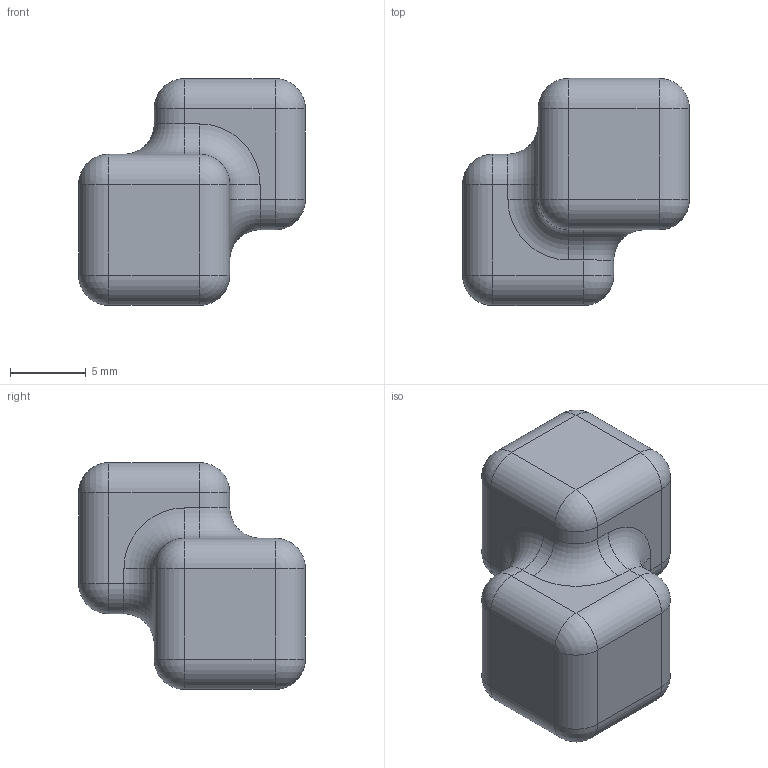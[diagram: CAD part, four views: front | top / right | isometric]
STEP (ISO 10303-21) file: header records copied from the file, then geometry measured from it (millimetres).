
FILE_DESCRIPTION(('FreeCAD Model'),'2;1');
FILE_NAME('merged-cubes.step','2017-06-09T02:13:26',( 'Author'),(''),'Open CASCADE STEP processor 6.8','FreeCAD','Unknown' );
FILE_SCHEMA(('AUTOMOTIVE_DESIGN_CC2 { 1 2 10303 214 -1 1 5 4 }'));
Length unit declared in the file: millimetre
Products named in the file (2): ASSEMBLY; Fillet
Assembly tree (1 placements, depth 2):
  ASSEMBLY
    Fillet
Bounding box: 15 x 15 x 15 mm (x, y, z)
Volume: 1738.4 mm3; surface area: 848.3 mm2
Topology: 1 solids, 1 shells, 62 faces, 140 edges, 66 vertices
Faces by surface type: cylinder 30, sphere 14, plane 12, torus 6
Entity records: 3184 total; most frequent: CARTESIAN_POINT 594, DIRECTION 491, ORIENTED_EDGE 252, PCURVE 252, DEFINITIONAL_REPRESENTATION 252, LINE 226, VECTOR 226, AXIS2_PLACEMENT_3D 130
